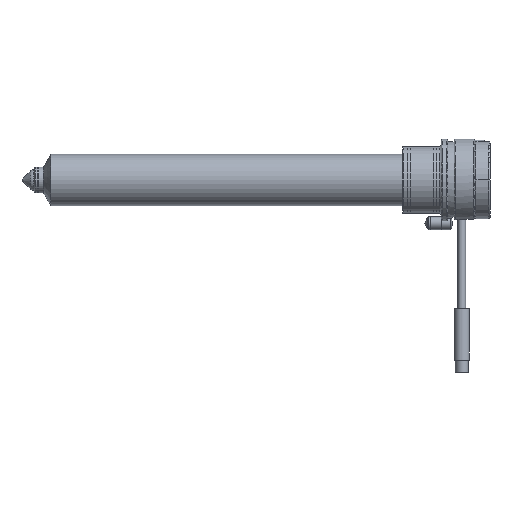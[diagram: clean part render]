
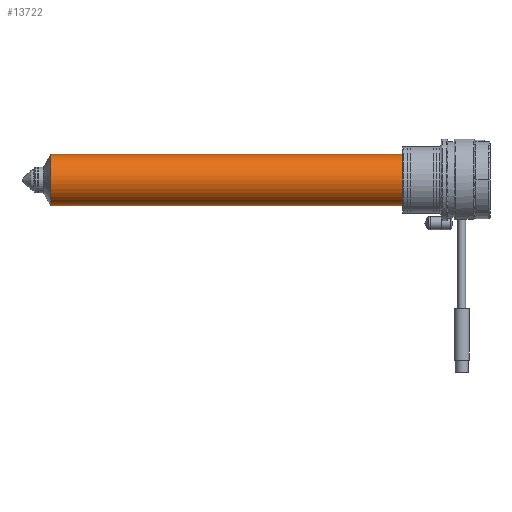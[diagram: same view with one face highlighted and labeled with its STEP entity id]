
A CAD part, top view. The second image highlights one B-rep face of the part: STEP entity #13722.
In plain terms, the highlighted cylindrical face has radius 10 mm (diameter 20 mm), a partial arc.
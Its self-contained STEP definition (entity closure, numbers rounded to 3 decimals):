
#474 = ORIENTED_EDGE ( 'NONE', *, *, #7822, .F. ) ;
#541 = ORIENTED_EDGE ( 'NONE', *, *, #8940, .F. ) ;
#677 = CARTESIAN_POINT ( 'NONE',  ( 10., 0., -11.214 ) ) ;
#1249 = VECTOR ( 'NONE', #11676, 1000. ) ;
#1355 = DIRECTION ( 'NONE',  ( 0., 0., -1. ) ) ;
#1923 = CARTESIAN_POINT ( 'NONE',  ( 10., 0., -148. ) ) ;
#3548 = CARTESIAN_POINT ( 'NONE',  ( 10., 0., 0. ) ) ;
#3910 = ORIENTED_EDGE ( 'NONE', *, *, #11675, .T. ) ;
#4692 = VECTOR ( 'NONE', #10154, 1000. ) ;
#4826 = VERTEX_POINT ( 'NONE', #14985 ) ;
#5481 = CIRCLE ( 'NONE', #7601, 10. ) ;
#5509 = LINE ( 'NONE', #3548, #1249 ) ;
#6010 = AXIS2_PLACEMENT_3D ( 'NONE', #9508, #1355, #8036 ) ;
#6463 = DIRECTION ( 'NONE',  ( 0., 0., -1. ) ) ;
#7499 = CARTESIAN_POINT ( 'NONE',  ( 0., 0., -148. ) ) ;
#7601 = AXIS2_PLACEMENT_3D ( 'NONE', #11741, #6463, #13097 ) ;
#7822 = EDGE_CURVE ( 'NONE', #4826, #16897, #11926, .T. ) ;
#8036 = DIRECTION ( 'NONE',  ( -1., 0., 0. ) ) ;
#8438 = ORIENTED_EDGE ( 'NONE', *, *, #10355, .T. ) ;
#8491 = CYLINDRICAL_SURFACE ( 'NONE', #6010, 10. ) ;
#8553 = CARTESIAN_POINT ( 'NONE',  ( -10., 0., 0. ) ) ;
#8874 = DIRECTION ( 'NONE',  ( -1., 0., 0. ) ) ;
#8940 = EDGE_CURVE ( 'NONE', #12577, #4826, #16118, .T. ) ;
#9508 = CARTESIAN_POINT ( 'NONE',  ( 0., 0., 0. ) ) ;
#10154 = DIRECTION ( 'NONE',  ( 0., 0., -1. ) ) ;
#10355 = EDGE_CURVE ( 'NONE', #16918, #16897, #5509, .T. ) ;
#10787 = EDGE_LOOP ( 'NONE', ( #3910, #8438, #474, #541 ) ) ;
#11404 = CARTESIAN_POINT ( 'NONE',  ( -10., 0., -11.214 ) ) ;
#11502 = AXIS2_PLACEMENT_3D ( 'NONE', #7499, #11639, #8874 ) ;
#11639 = DIRECTION ( 'NONE',  ( 0., 0., -1. ) ) ;
#11675 = EDGE_CURVE ( 'NONE', #12577, #16918, #5481, .T. ) ;
#11676 = DIRECTION ( 'NONE',  ( 0., 0., -1. ) ) ;
#11741 = CARTESIAN_POINT ( 'NONE',  ( 0., 0., -11.214 ) ) ;
#11926 = CIRCLE ( 'NONE', #11502, 10. ) ;
#12577 = VERTEX_POINT ( 'NONE', #11404 ) ;
#13097 = DIRECTION ( 'NONE',  ( -1., 0., 0. ) ) ;
#13722 = ADVANCED_FACE ( 'NONE', ( #17155 ), #8491, .T. ) ;
#14985 = CARTESIAN_POINT ( 'NONE',  ( -10., 0., -148. ) ) ;
#16118 = LINE ( 'NONE', #8553, #4692 ) ;
#16897 = VERTEX_POINT ( 'NONE', #1923 ) ;
#16918 = VERTEX_POINT ( 'NONE', #677 ) ;
#17155 = FACE_OUTER_BOUND ( 'NONE', #10787, .T. ) ;
